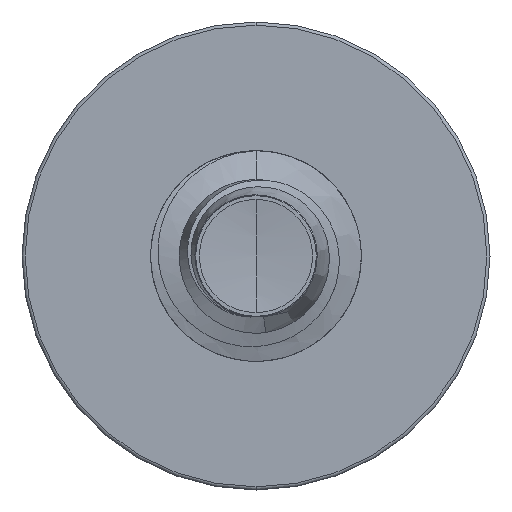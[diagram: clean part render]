
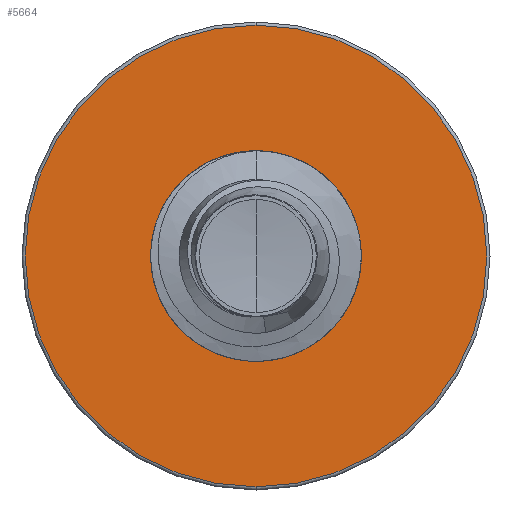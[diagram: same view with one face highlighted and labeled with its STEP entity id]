
A CAD part, front view. The second image highlights one B-rep face of the part: STEP entity #5664.
In plain terms, the highlighted planar face has unit normal (0, -1, 0).
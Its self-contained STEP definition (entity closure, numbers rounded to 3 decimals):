
#196 = DIRECTION ( 'NONE',  ( 0., 0., 1. ) ) ;
#428 = FACE_BOUND ( 'NONE', #6084, .T. ) ;
#1043 = DIRECTION ( 'NONE',  ( 0., 0., 1. ) ) ;
#1242 = EDGE_LOOP ( 'NONE', ( #3833, #9546 ) ) ;
#1599 = CIRCLE ( 'NONE', #7026, 1.973 ) ;
#1744 = VERTEX_POINT ( 'NONE', #8993 ) ;
#1823 = PLANE ( 'NONE',  #5816 ) ;
#2081 = EDGE_CURVE ( 'NONE', #1744, #8052, #10080, .T. ) ;
#2276 = DIRECTION ( 'NONE',  ( 0., 1., 0. ) ) ;
#2629 = FACE_OUTER_BOUND ( 'NONE', #1242, .T. ) ;
#2689 = CARTESIAN_POINT ( 'NONE',  ( 0., 4.5, 0. ) ) ;
#2726 = VERTEX_POINT ( 'NONE', #5601 ) ;
#3529 = DIRECTION ( 'NONE',  ( 0., 0., 1. ) ) ;
#3833 = ORIENTED_EDGE ( 'NONE', *, *, #6582, .F. ) ;
#4121 = DIRECTION ( 'NONE',  ( 0., 1., 0. ) ) ;
#4138 = AXIS2_PLACEMENT_3D ( 'NONE', #10172, #5190, #196 ) ;
#4359 = CARTESIAN_POINT ( 'NONE',  ( 0., 4.5, -0.866 ) ) ;
#4482 = CARTESIAN_POINT ( 'NONE',  ( 0., 4.5, 0.866 ) ) ;
#4524 = ORIENTED_EDGE ( 'NONE', *, *, #5660, .T. ) ;
#4681 = VERTEX_POINT ( 'NONE', #4482 ) ;
#4993 = CARTESIAN_POINT ( 'NONE',  ( 0., 4.5, 1.973 ) ) ;
#5190 = DIRECTION ( 'NONE',  ( 0., 1., 0. ) ) ;
#5601 = CARTESIAN_POINT ( 'NONE',  ( 0., 4.5, -0.866 ) ) ;
#5660 = EDGE_CURVE ( 'NONE', #4681, #2726, #9298, .T. ) ;
#5664 = ADVANCED_FACE ( 'NONE', ( #2629, #428 ), #1823, .F. ) ;
#5816 = AXIS2_PLACEMENT_3D ( 'NONE', #4359, #6029, #1043 ) ;
#6029 = DIRECTION ( 'NONE',  ( 0., 1., 0. ) ) ;
#6084 = EDGE_LOOP ( 'NONE', ( #4524, #6201 ) ) ;
#6201 = ORIENTED_EDGE ( 'NONE', *, *, #10656, .T. ) ;
#6582 = EDGE_CURVE ( 'NONE', #8052, #1744, #1599, .T. ) ;
#7026 = AXIS2_PLACEMENT_3D ( 'NONE', #9114, #4121, #9955 ) ;
#7280 = CARTESIAN_POINT ( 'NONE',  ( 0., 4.5, 0. ) ) ;
#7450 = CIRCLE ( 'NONE', #7704, 0.866 ) ;
#7704 = AXIS2_PLACEMENT_3D ( 'NONE', #7280, #2276, #8106 ) ;
#8052 = VERTEX_POINT ( 'NONE', #4993 ) ;
#8106 = DIRECTION ( 'NONE',  ( 0., 0., 1. ) ) ;
#8515 = DIRECTION ( 'NONE',  ( 0., 1., 0. ) ) ;
#8993 = CARTESIAN_POINT ( 'NONE',  ( 0., 4.5, -1.973 ) ) ;
#9114 = CARTESIAN_POINT ( 'NONE',  ( 0., 4.5, 0. ) ) ;
#9298 = CIRCLE ( 'NONE', #4138, 0.866 ) ;
#9546 = ORIENTED_EDGE ( 'NONE', *, *, #2081, .F. ) ;
#9817 = AXIS2_PLACEMENT_3D ( 'NONE', #2689, #8515, #3529 ) ;
#9955 = DIRECTION ( 'NONE',  ( 0., 0., 1. ) ) ;
#10080 = CIRCLE ( 'NONE', #9817, 1.973 ) ;
#10172 = CARTESIAN_POINT ( 'NONE',  ( 0., 4.5, 0. ) ) ;
#10656 = EDGE_CURVE ( 'NONE', #2726, #4681, #7450, .T. ) ;
